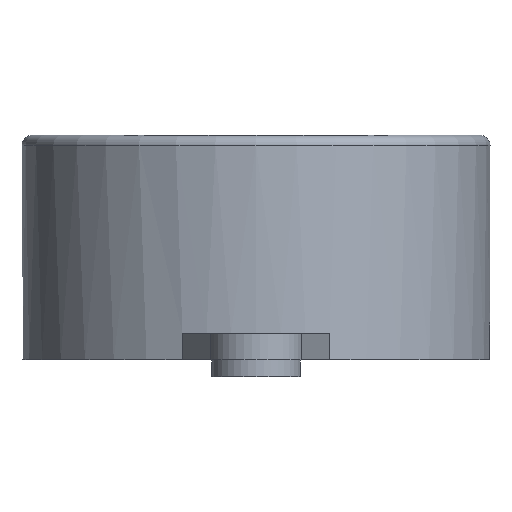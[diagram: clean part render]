
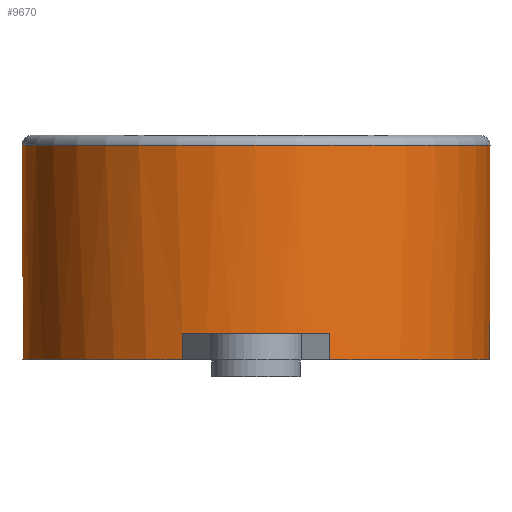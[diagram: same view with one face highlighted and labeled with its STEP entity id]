
A CAD part, left-side view. The second image highlights one B-rep face of the part: STEP entity #9670.
In plain terms, the highlighted cylindrical face has radius 11.35 mm (diameter 22.7 mm), a full revolution.
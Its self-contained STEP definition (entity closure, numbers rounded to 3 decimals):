
#670=FACE_OUTER_BOUND('',#1239,.T.);
#1239=EDGE_LOOP('',(#6691,#6692,#6693,#6694,#6695,#6696,#6697,#6698,#6699,
#6700,#6701,#6702,#6703,#6704,#6705,#6706,#6707,#6708));
#1839=B_SPLINE_CURVE_WITH_KNOTS('',3,(#12049,#12050,#12051,#12052,#12053,
#12054,#12055,#12056,#12057,#12058),.UNSPECIFIED.,.F.,.F.,(4,2,2,2,4),(0.181,
0.203,0.226,0.249,0.271),
 .UNSPECIFIED.);
#1840=B_SPLINE_CURVE_WITH_KNOTS('',3,(#12076,#12077,#12078,#12079,#12080,
#12081,#12082,#12083,#12084,#12085),.UNSPECIFIED.,.F.,.F.,(4,2,2,2,4),(-0.09,
-0.068,-0.045,-0.023,0.),
 .UNSPECIFIED.);
#2457=LINE('',#12089,#3298);
#2464=LINE('',#12102,#3305);
#2465=LINE('',#12107,#3306);
#2466=LINE('',#12111,#3307);
#2467=LINE('',#12116,#3308);
#2468=LINE('',#12120,#3309);
#2469=LINE('',#12124,#3310);
#3298=VECTOR('',#10610,10.);
#3305=VECTOR('',#10619,10.);
#3306=VECTOR('',#10624,11.35);
#3307=VECTOR('',#10627,10.);
#3308=VECTOR('',#10632,10.);
#3309=VECTOR('',#10635,10.);
#3310=VECTOR('',#10638,10.);
#4133=CIRCLE('',#10282,11.35);
#4134=CIRCLE('',#10287,11.35);
#4135=CIRCLE('',#10288,11.35);
#4136=CIRCLE('',#10289,11.35);
#4137=CIRCLE('',#10290,11.35);
#4138=CIRCLE('',#10291,11.35);
#4139=CIRCLE('',#10292,11.35);
#4140=CIRCLE('',#10293,11.35);
#4175=VERTEX_POINT('',#12046);
#4176=VERTEX_POINT('',#12048);
#4181=VERTEX_POINT('',#12071);
#4182=VERTEX_POINT('',#12075);
#4183=VERTEX_POINT('',#12088);
#4188=VERTEX_POINT('',#12100);
#4189=VERTEX_POINT('',#12104);
#4190=VERTEX_POINT('',#12106);
#4191=VERTEX_POINT('',#12108);
#4192=VERTEX_POINT('',#12110);
#4193=VERTEX_POINT('',#12113);
#4194=VERTEX_POINT('',#12115);
#4195=VERTEX_POINT('',#12117);
#4196=VERTEX_POINT('',#12119);
#4197=VERTEX_POINT('',#12121);
#4198=VERTEX_POINT('',#12123);
#5170=EDGE_CURVE('',#4175,#4176,#1839,.T.);
#5177=EDGE_CURVE('',#4181,#4176,#4133,.T.);
#5179=EDGE_CURVE('',#4181,#4182,#1840,.T.);
#5181=EDGE_CURVE('',#4183,#4182,#2457,.T.);
#5188=EDGE_CURVE('',#4175,#4188,#2464,.T.);
#5189=EDGE_CURVE('',#4189,#4189,#4134,.T.);
#5190=EDGE_CURVE('',#4189,#4190,#2465,.T.);
#5191=EDGE_CURVE('',#4190,#4191,#4135,.T.);
#5192=EDGE_CURVE('',#4191,#4192,#2466,.T.);
#5193=EDGE_CURVE('',#4192,#4183,#4136,.T.);
#5194=EDGE_CURVE('',#4188,#4193,#4137,.T.);
#5195=EDGE_CURVE('',#4193,#4194,#2467,.T.);
#5196=EDGE_CURVE('',#4194,#4195,#4138,.T.);
#5197=EDGE_CURVE('',#4195,#4196,#2468,.T.);
#5198=EDGE_CURVE('',#4196,#4197,#4139,.T.);
#5199=EDGE_CURVE('',#4197,#4198,#2469,.T.);
#5200=EDGE_CURVE('',#4198,#4190,#4140,.T.);
#6691=ORIENTED_EDGE('',*,*,#5189,.F.);
#6692=ORIENTED_EDGE('',*,*,#5190,.T.);
#6693=ORIENTED_EDGE('',*,*,#5191,.T.);
#6694=ORIENTED_EDGE('',*,*,#5192,.T.);
#6695=ORIENTED_EDGE('',*,*,#5193,.T.);
#6696=ORIENTED_EDGE('',*,*,#5181,.T.);
#6697=ORIENTED_EDGE('',*,*,#5179,.F.);
#6698=ORIENTED_EDGE('',*,*,#5177,.T.);
#6699=ORIENTED_EDGE('',*,*,#5170,.F.);
#6700=ORIENTED_EDGE('',*,*,#5188,.T.);
#6701=ORIENTED_EDGE('',*,*,#5194,.T.);
#6702=ORIENTED_EDGE('',*,*,#5195,.T.);
#6703=ORIENTED_EDGE('',*,*,#5196,.T.);
#6704=ORIENTED_EDGE('',*,*,#5197,.T.);
#6705=ORIENTED_EDGE('',*,*,#5198,.T.);
#6706=ORIENTED_EDGE('',*,*,#5199,.T.);
#6707=ORIENTED_EDGE('',*,*,#5200,.T.);
#6708=ORIENTED_EDGE('',*,*,#5190,.F.);
#9649=CYLINDRICAL_SURFACE('',#10286,11.35);
#9670=ADVANCED_FACE('',(#670),#9649,.T.);
#10282=AXIS2_PLACEMENT_3D('',#12072,#10602,#10603);
#10286=AXIS2_PLACEMENT_3D('',#12103,#10620,#10621);
#10287=AXIS2_PLACEMENT_3D('',#12105,#10622,#10623);
#10288=AXIS2_PLACEMENT_3D('',#12109,#10625,#10626);
#10289=AXIS2_PLACEMENT_3D('',#12112,#10628,#10629);
#10290=AXIS2_PLACEMENT_3D('',#12114,#10630,#10631);
#10291=AXIS2_PLACEMENT_3D('',#12118,#10633,#10634);
#10292=AXIS2_PLACEMENT_3D('',#12122,#10636,#10637);
#10293=AXIS2_PLACEMENT_3D('',#12125,#10639,#10640);
#10602=DIRECTION('center_axis',(0.,0.,1.));
#10603=DIRECTION('ref_axis',(1.,0.,0.));
#10610=DIRECTION('',(0.,0.,1.));
#10619=DIRECTION('',(0.,0.,-1.));
#10620=DIRECTION('center_axis',(0.,0.,1.));
#10621=DIRECTION('ref_axis',(1.,0.,0.));
#10622=DIRECTION('center_axis',(0.,0.,1.));
#10623=DIRECTION('ref_axis',(1.,0.,0.));
#10624=DIRECTION('',(0.,0.,-1.));
#10625=DIRECTION('center_axis',(0.,0.,1.));
#10626=DIRECTION('ref_axis',(1.,0.,0.));
#10627=DIRECTION('',(0.,0.,-1.));
#10628=DIRECTION('center_axis',(0.,0.,1.));
#10629=DIRECTION('ref_axis',(1.,0.,0.));
#10630=DIRECTION('center_axis',(0.,0.,1.));
#10631=DIRECTION('ref_axis',(1.,0.,0.));
#10632=DIRECTION('',(0.,0.,1.));
#10633=DIRECTION('center_axis',(0.,0.,1.));
#10634=DIRECTION('ref_axis',(1.,0.,0.));
#10635=DIRECTION('',(0.,0.,-1.));
#10636=DIRECTION('center_axis',(0.,0.,1.));
#10637=DIRECTION('ref_axis',(1.,0.,0.));
#10638=DIRECTION('',(0.,0.,1.));
#10639=DIRECTION('center_axis',(0.,0.,1.));
#10640=DIRECTION('ref_axis',(1.,0.,0.));
#12046=CARTESIAN_POINT('',(0.588,-11.335,1.571));
#12048=CARTESIAN_POINT('',(-0.012,-11.35,2.171));
#12049=CARTESIAN_POINT('Ctrl Pts',(0.588,-11.335,
1.571));
#12050=CARTESIAN_POINT('Ctrl Pts',(0.588,-11.335,
1.646));
#12051=CARTESIAN_POINT('Ctrl Pts',(0.572,-11.336,
1.727));
#12052=CARTESIAN_POINT('Ctrl Pts',(0.511,-11.339,
1.874));
#12053=CARTESIAN_POINT('Ctrl Pts',(0.465,-11.341,
1.942));
#12054=CARTESIAN_POINT('Ctrl Pts',(0.359,-11.344,
2.048));
#12055=CARTESIAN_POINT('Ctrl Pts',(0.291,-11.347,
2.095));
#12056=CARTESIAN_POINT('Ctrl Pts',(0.143,-11.349,
2.156));
#12057=CARTESIAN_POINT('Ctrl Pts',(0.063,-11.35,
2.171));
#12058=CARTESIAN_POINT('Ctrl Pts',(-0.012,-11.35,
2.171));
#12071=CARTESIAN_POINT('',(-0.018,-11.35,2.171));
#12072=CARTESIAN_POINT('Origin',(0.,0.,2.171));
#12075=CARTESIAN_POINT('',(-0.618,-11.333,1.571));
#12076=CARTESIAN_POINT('Ctrl Pts',(-0.018,-11.35,
2.171));
#12077=CARTESIAN_POINT('Ctrl Pts',(-0.093,-11.35,
2.171));
#12078=CARTESIAN_POINT('Ctrl Pts',(-0.173,-11.349,2.156));
#12079=CARTESIAN_POINT('Ctrl Pts',(-0.321,-11.346,
2.095));
#12080=CARTESIAN_POINT('Ctrl Pts',(-0.389,-11.343,
2.048));
#12081=CARTESIAN_POINT('Ctrl Pts',(-0.495,-11.339,
1.942));
#12082=CARTESIAN_POINT('Ctrl Pts',(-0.541,-11.337,
1.874));
#12083=CARTESIAN_POINT('Ctrl Pts',(-0.603,-11.334,
1.727));
#12084=CARTESIAN_POINT('Ctrl Pts',(-0.618,-11.333,
1.646));
#12085=CARTESIAN_POINT('Ctrl Pts',(-0.618,-11.333,
1.571));
#12088=CARTESIAN_POINT('',(-0.618,-11.333,0.));
#12089=CARTESIAN_POINT('',(-0.618,-11.333,0.));
#12100=CARTESIAN_POINT('',(0.588,-11.335,0.));
#12102=CARTESIAN_POINT('',(0.588,-11.335,0.));
#12103=CARTESIAN_POINT('Origin',(0.,0.,0.));
#12104=CARTESIAN_POINT('',(-11.35,0.,10.4));
#12105=CARTESIAN_POINT('Origin',(0.,0.,10.4));
#12106=CARTESIAN_POINT('',(-11.35,0.,1.27));
#12107=CARTESIAN_POINT('',(-11.35,0.,0.));
#12108=CARTESIAN_POINT('',(-10.774,-3.57,1.27));
#12109=CARTESIAN_POINT('Origin',(0.,0.,1.27));
#12110=CARTESIAN_POINT('',(-10.774,-3.57,0.));
#12111=CARTESIAN_POINT('',(-10.774,-3.57,0.));
#12112=CARTESIAN_POINT('Origin',(0.,0.,0.));
#12113=CARTESIAN_POINT('',(10.774,-3.57,0.));
#12114=CARTESIAN_POINT('Origin',(0.,0.,0.));
#12115=CARTESIAN_POINT('',(10.774,-3.57,1.27));
#12116=CARTESIAN_POINT('',(10.774,-3.57,0.));
#12117=CARTESIAN_POINT('',(10.774,3.57,1.27));
#12118=CARTESIAN_POINT('Origin',(0.,0.,1.27));
#12119=CARTESIAN_POINT('',(10.774,3.57,0.));
#12120=CARTESIAN_POINT('',(10.774,3.57,0.));
#12121=CARTESIAN_POINT('',(-10.774,3.57,0.));
#12122=CARTESIAN_POINT('Origin',(0.,0.,0.));
#12123=CARTESIAN_POINT('',(-10.774,3.57,1.27));
#12124=CARTESIAN_POINT('',(-10.774,3.57,0.));
#12125=CARTESIAN_POINT('Origin',(0.,0.,1.27));
